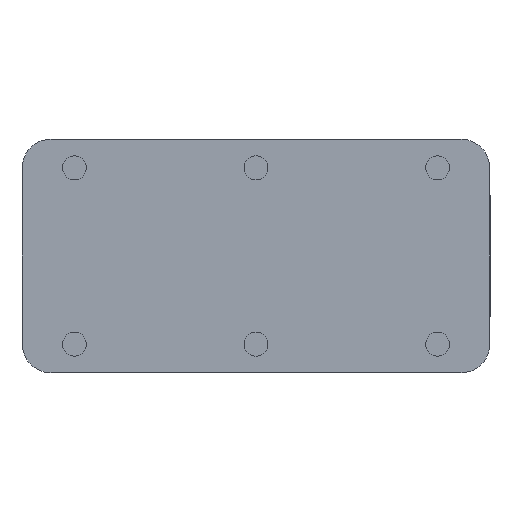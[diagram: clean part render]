
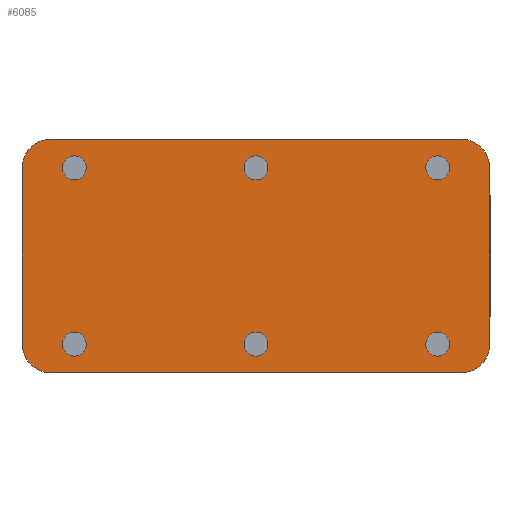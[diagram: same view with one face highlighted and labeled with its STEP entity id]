
A CAD part, front view. The second image highlights one B-rep face of the part: STEP entity #6085.
In plain terms, the highlighted planar face has unit normal (0, -1, 0).
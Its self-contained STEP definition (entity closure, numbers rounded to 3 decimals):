
#705=CARTESIAN_POINT('',(0.,0.,-18.45));
#706=DIRECTION('',(0.,1.,0.));
#707=DIRECTION('',(1.,0.,0.));
#708=AXIS2_PLACEMENT_3D('',#705,#706,#707);
#710=CARTESIAN_POINT('',(0.,0.,-18.45));
#711=DIRECTION('',(0.,1.,0.));
#712=DIRECTION('',(-1.,0.,0.));
#713=AXIS2_PLACEMENT_3D('',#710,#711,#712);
#715=CARTESIAN_POINT('',(0.,0.,18.45));
#716=DIRECTION('',(0.,1.,0.));
#717=DIRECTION('',(1.,0.,0.));
#718=AXIS2_PLACEMENT_3D('',#715,#716,#717);
#720=CARTESIAN_POINT('',(0.,0.,18.45));
#721=DIRECTION('',(0.,1.,0.));
#722=DIRECTION('',(-1.,0.,0.));
#723=AXIS2_PLACEMENT_3D('',#720,#721,#722);
#725=CARTESIAN_POINT('',(-38.,0.,18.45));
#726=DIRECTION('',(0.,1.,0.));
#727=DIRECTION('',(1.,0.,0.));
#728=AXIS2_PLACEMENT_3D('',#725,#726,#727);
#730=CARTESIAN_POINT('',(-38.,0.,18.45));
#731=DIRECTION('',(0.,1.,0.));
#732=DIRECTION('',(-1.,0.,0.));
#733=AXIS2_PLACEMENT_3D('',#730,#731,#732);
#735=CARTESIAN_POINT('',(-38.,0.,-18.45));
#736=DIRECTION('',(0.,1.,0.));
#737=DIRECTION('',(1.,0.,0.));
#738=AXIS2_PLACEMENT_3D('',#735,#736,#737);
#740=CARTESIAN_POINT('',(-38.,0.,-18.45));
#741=DIRECTION('',(0.,1.,0.));
#742=DIRECTION('',(-1.,0.,0.));
#743=AXIS2_PLACEMENT_3D('',#740,#741,#742);
#745=CARTESIAN_POINT('',(38.,0.,-18.45));
#746=DIRECTION('',(0.,1.,0.));
#747=DIRECTION('',(1.,0.,0.));
#748=AXIS2_PLACEMENT_3D('',#745,#746,#747);
#750=CARTESIAN_POINT('',(38.,0.,-18.45));
#751=DIRECTION('',(0.,1.,0.));
#752=DIRECTION('',(-1.,0.,0.));
#753=AXIS2_PLACEMENT_3D('',#750,#751,#752);
#755=CARTESIAN_POINT('',(38.,0.,18.45));
#756=DIRECTION('',(0.,1.,0.));
#757=DIRECTION('',(1.,0.,0.));
#758=AXIS2_PLACEMENT_3D('',#755,#756,#757);
#760=CARTESIAN_POINT('',(38.,0.,18.45));
#761=DIRECTION('',(0.,1.,0.));
#762=DIRECTION('',(-1.,0.,0.));
#763=AXIS2_PLACEMENT_3D('',#760,#761,#762);
#765=CARTESIAN_POINT('',(-48.9,0.,-18.452));
#766=CARTESIAN_POINT('',(-48.9,0.,-18.702));
#767=CARTESIAN_POINT('',(-48.869,0.,-19.171));
#768=CARTESIAN_POINT('',(-48.718,0.,-20.02));
#769=CARTESIAN_POINT('',(-48.395,0.,-20.946));
#770=CARTESIAN_POINT('',(-47.849,0.,-21.9));
#771=CARTESIAN_POINT('',(-47.165,0.,-22.715));
#772=CARTESIAN_POINT('',(-46.35,0.,-23.399));
#773=CARTESIAN_POINT('',(-45.396,0.,-23.945));
#774=CARTESIAN_POINT('',(-44.47,0.,-24.268));
#775=CARTESIAN_POINT('',(-43.621,0.,-24.419));
#776=CARTESIAN_POINT('',(-43.152,0.,-24.45));
#777=CARTESIAN_POINT('',(-42.902,0.,-24.45));
#779=DIRECTION('',(0.,0.,-1.));
#780=VECTOR('',#779,36.904);
#781=CARTESIAN_POINT('',(-48.9,0.,18.452));
#782=LINE('',#781,#780);
#783=CARTESIAN_POINT('',(-42.902,0.,24.45));
#784=CARTESIAN_POINT('',(-43.152,0.,24.45));
#785=CARTESIAN_POINT('',(-43.621,0.,24.419));
#786=CARTESIAN_POINT('',(-44.47,0.,24.268));
#787=CARTESIAN_POINT('',(-45.396,0.,23.945));
#788=CARTESIAN_POINT('',(-46.35,0.,23.399));
#789=CARTESIAN_POINT('',(-47.165,0.,22.715));
#790=CARTESIAN_POINT('',(-47.849,0.,21.9));
#791=CARTESIAN_POINT('',(-48.395,0.,20.946));
#792=CARTESIAN_POINT('',(-48.718,0.,20.02));
#793=CARTESIAN_POINT('',(-48.869,0.,19.171));
#794=CARTESIAN_POINT('',(-48.9,0.,18.702));
#795=CARTESIAN_POINT('',(-48.9,0.,18.452));
#797=DIRECTION('',(1.,0.,0.));
#798=VECTOR('',#797,85.804);
#799=CARTESIAN_POINT('',(-42.902,0.,24.45));
#800=LINE('',#799,#798);
#801=CARTESIAN_POINT('',(48.9,0.,18.452));
#802=CARTESIAN_POINT('',(48.9,0.,18.702));
#803=CARTESIAN_POINT('',(48.869,0.,19.171));
#804=CARTESIAN_POINT('',(48.718,0.,20.02));
#805=CARTESIAN_POINT('',(48.395,0.,20.946));
#806=CARTESIAN_POINT('',(47.849,0.,21.9));
#807=CARTESIAN_POINT('',(47.165,0.,22.715));
#808=CARTESIAN_POINT('',(46.35,0.,23.399));
#809=CARTESIAN_POINT('',(45.396,0.,23.945));
#810=CARTESIAN_POINT('',(44.47,0.,24.268));
#811=CARTESIAN_POINT('',(43.621,0.,24.419));
#812=CARTESIAN_POINT('',(43.152,0.,24.45));
#813=CARTESIAN_POINT('',(42.902,0.,24.45));
#815=DIRECTION('',(0.,0.,-1.));
#816=VECTOR('',#815,36.904);
#817=CARTESIAN_POINT('',(48.9,0.,18.452));
#818=LINE('',#817,#816);
#819=CARTESIAN_POINT('',(42.902,0.,-24.45));
#820=CARTESIAN_POINT('',(43.152,0.,-24.45));
#821=CARTESIAN_POINT('',(43.621,0.,-24.419));
#822=CARTESIAN_POINT('',(44.47,0.,-24.268));
#823=CARTESIAN_POINT('',(45.396,0.,-23.945));
#824=CARTESIAN_POINT('',(46.35,0.,-23.399));
#825=CARTESIAN_POINT('',(47.165,0.,-22.715));
#826=CARTESIAN_POINT('',(47.849,0.,-21.9));
#827=CARTESIAN_POINT('',(48.395,0.,-20.946));
#828=CARTESIAN_POINT('',(48.718,0.,-20.02));
#829=CARTESIAN_POINT('',(48.869,0.,-19.171));
#830=CARTESIAN_POINT('',(48.9,0.,-18.702));
#831=CARTESIAN_POINT('',(48.9,0.,-18.452));
#833=DIRECTION('',(1.,0.,0.));
#834=VECTOR('',#833,85.804);
#835=CARTESIAN_POINT('',(-42.902,0.,-24.45));
#836=LINE('',#835,#834);
#4271=VERTEX_POINT('',#765);
#4272=VERTEX_POINT('',#777);
#4273=VERTEX_POINT('',#783);
#4274=VERTEX_POINT('',#795);
#4275=VERTEX_POINT('',#801);
#4276=VERTEX_POINT('',#813);
#4277=VERTEX_POINT('',#819);
#4278=VERTEX_POINT('',#831);
#4479=CARTESIAN_POINT('',(-35.497,0.,18.45));
#4480=CARTESIAN_POINT('',(-40.503,0.,18.45));
#4481=VERTEX_POINT('',#4479);
#4482=VERTEX_POINT('',#4480);
#4483=CARTESIAN_POINT('',(2.503,0.,18.45));
#4484=CARTESIAN_POINT('',(-2.503,0.,18.45));
#4485=VERTEX_POINT('',#4483);
#4486=VERTEX_POINT('',#4484);
#4487=CARTESIAN_POINT('',(40.503,0.,18.45));
#4488=CARTESIAN_POINT('',(35.497,0.,18.45));
#4489=VERTEX_POINT('',#4487);
#4490=VERTEX_POINT('',#4488);
#4491=CARTESIAN_POINT('',(40.503,0.,-18.45));
#4492=CARTESIAN_POINT('',(35.497,0.,-18.45));
#4493=VERTEX_POINT('',#4491);
#4494=VERTEX_POINT('',#4492);
#4495=CARTESIAN_POINT('',(2.503,0.,-18.45));
#4496=CARTESIAN_POINT('',(-2.503,0.,-18.45));
#4497=VERTEX_POINT('',#4495);
#4498=VERTEX_POINT('',#4496);
#4499=CARTESIAN_POINT('',(-35.497,0.,-18.45));
#4500=CARTESIAN_POINT('',(-40.503,0.,-18.45));
#4501=VERTEX_POINT('',#4499);
#4502=VERTEX_POINT('',#4500);
#6029=CARTESIAN_POINT('',(0.,0.,0.));
#6030=DIRECTION('',(0.,1.,0.));
#6031=DIRECTION('',(1.,0.,0.));
#6032=AXIS2_PLACEMENT_3D('',#6029,#6030,#6031);
#6033=PLANE('',#6032);
#6035=ORIENTED_EDGE('',*,*,#6034,.F.);
#6036=ORIENTED_EDGE('',*,*,#5497,.F.);
#6038=ORIENTED_EDGE('',*,*,#6037,.F.);
#6040=ORIENTED_EDGE('',*,*,#6039,.T.);
#6041=ORIENTED_EDGE('',*,*,#6022,.F.);
#6042=ORIENTED_EDGE('',*,*,#5750,.T.);
#6044=ORIENTED_EDGE('',*,*,#6043,.F.);
#6046=ORIENTED_EDGE('',*,*,#6045,.F.);
#6047=EDGE_LOOP('',(#6035,#6036,#6038,#6040,#6041,#6042,#6044,#6046));
#6048=FACE_OUTER_BOUND('',#6047,.F.);
#6050=ORIENTED_EDGE('',*,*,#6049,.F.);
#6052=ORIENTED_EDGE('',*,*,#6051,.F.);
#6053=EDGE_LOOP('',(#6050,#6052));
#6054=FACE_BOUND('',#6053,.F.);
#6056=ORIENTED_EDGE('',*,*,#6055,.F.);
#6058=ORIENTED_EDGE('',*,*,#6057,.F.);
#6059=EDGE_LOOP('',(#6056,#6058));
#6060=FACE_BOUND('',#6059,.F.);
#6062=ORIENTED_EDGE('',*,*,#6061,.F.);
#6064=ORIENTED_EDGE('',*,*,#6063,.F.);
#6065=EDGE_LOOP('',(#6062,#6064));
#6066=FACE_BOUND('',#6065,.F.);
#6068=ORIENTED_EDGE('',*,*,#6067,.F.);
#6070=ORIENTED_EDGE('',*,*,#6069,.F.);
#6071=EDGE_LOOP('',(#6068,#6070));
#6072=FACE_BOUND('',#6071,.F.);
#6074=ORIENTED_EDGE('',*,*,#6073,.F.);
#6076=ORIENTED_EDGE('',*,*,#6075,.F.);
#6077=EDGE_LOOP('',(#6074,#6076));
#6078=FACE_BOUND('',#6077,.F.);
#6080=ORIENTED_EDGE('',*,*,#6079,.F.);
#6082=ORIENTED_EDGE('',*,*,#6081,.F.);
#6083=EDGE_LOOP('',(#6080,#6082));
#6084=FACE_BOUND('',#6083,.F.);
#6085=ADVANCED_FACE('',(#6048,#6054,#6060,#6066,#6072,#6078,#6084),#6033,.F.);
#709=CIRCLE('',#708,2.503);
#714=CIRCLE('',#713,2.503);
#719=CIRCLE('',#718,2.503);
#724=CIRCLE('',#723,2.503);
#729=CIRCLE('',#728,2.503);
#734=CIRCLE('',#733,2.503);
#739=CIRCLE('',#738,2.503);
#744=CIRCLE('',#743,2.503);
#749=CIRCLE('',#748,2.503);
#754=CIRCLE('',#753,2.503);
#759=CIRCLE('',#758,2.503);
#764=CIRCLE('',#763,2.503);
#778=B_SPLINE_CURVE_WITH_KNOTS('',3,(#765,#766,#767,#768,#769,#770,#771,#772,
#773,#774,#775,#776,#777),.UNSPECIFIED.,.F.,.F.,(4,1,1,1,1,1,1,1,1,1,4),(0.,
0.063,0.125,0.25,0.375,0.5,0.625,0.75,0.875,0.938,1.),
.UNSPECIFIED.);
#796=B_SPLINE_CURVE_WITH_KNOTS('',3,(#783,#784,#785,#786,#787,#788,#789,#790,
#791,#792,#793,#794,#795),.UNSPECIFIED.,.F.,.F.,(4,1,1,1,1,1,1,1,1,1,4),(0.,
0.063,0.125,0.25,0.375,0.5,0.625,0.75,0.875,0.938,1.),
.UNSPECIFIED.);
#814=B_SPLINE_CURVE_WITH_KNOTS('',3,(#801,#802,#803,#804,#805,#806,#807,#808,
#809,#810,#811,#812,#813),.UNSPECIFIED.,.F.,.F.,(4,1,1,1,1,1,1,1,1,1,4),(0.,
0.063,0.125,0.25,0.375,0.5,0.625,0.75,0.875,0.938,1.),
.UNSPECIFIED.);
#832=B_SPLINE_CURVE_WITH_KNOTS('',3,(#819,#820,#821,#822,#823,#824,#825,#826,
#827,#828,#829,#830,#831),.UNSPECIFIED.,.F.,.F.,(4,1,1,1,1,1,1,1,1,1,4),(0.,
0.063,0.125,0.25,0.375,0.5,0.625,0.75,0.875,0.938,1.),
.UNSPECIFIED.);
#5497=EDGE_CURVE('',#4274,#4271,#782,.T.);
#5750=EDGE_CURVE('',#4275,#4278,#818,.T.);
#6022=EDGE_CURVE('',#4275,#4276,#814,.T.);
#6034=EDGE_CURVE('',#4271,#4272,#778,.T.);
#6037=EDGE_CURVE('',#4273,#4274,#796,.T.);
#6039=EDGE_CURVE('',#4273,#4276,#800,.T.);
#6043=EDGE_CURVE('',#4277,#4278,#832,.T.);
#6045=EDGE_CURVE('',#4272,#4277,#836,.T.);
#6049=EDGE_CURVE('',#4485,#4486,#719,.T.);
#6051=EDGE_CURVE('',#4486,#4485,#724,.T.);
#6055=EDGE_CURVE('',#4481,#4482,#729,.T.);
#6057=EDGE_CURVE('',#4482,#4481,#734,.T.);
#6061=EDGE_CURVE('',#4501,#4502,#739,.T.);
#6063=EDGE_CURVE('',#4502,#4501,#744,.T.);
#6067=EDGE_CURVE('',#4493,#4494,#749,.T.);
#6069=EDGE_CURVE('',#4494,#4493,#754,.T.);
#6073=EDGE_CURVE('',#4489,#4490,#759,.T.);
#6075=EDGE_CURVE('',#4490,#4489,#764,.T.);
#6079=EDGE_CURVE('',#4497,#4498,#709,.T.);
#6081=EDGE_CURVE('',#4498,#4497,#714,.T.);
